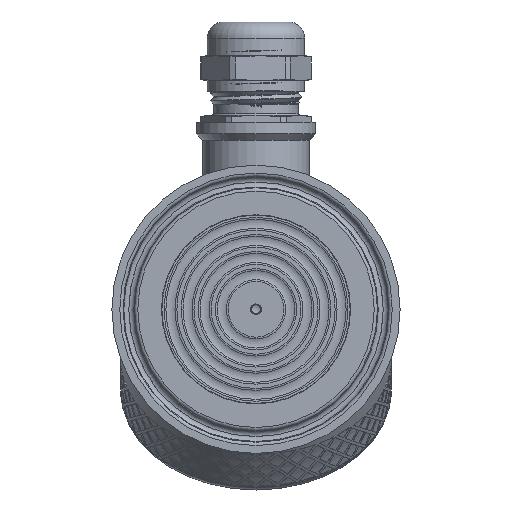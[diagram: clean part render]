
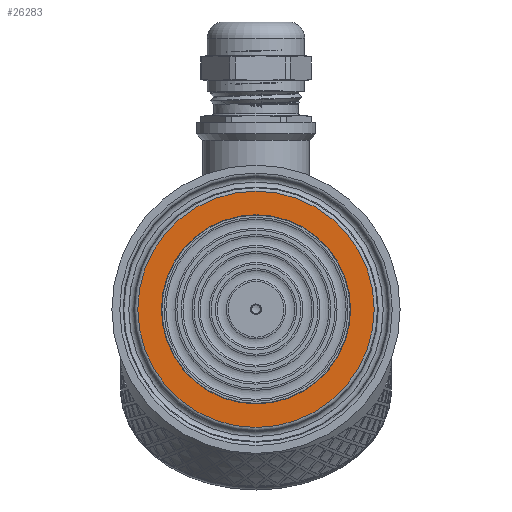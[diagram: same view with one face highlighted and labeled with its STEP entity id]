
A CAD part, left-side view. The second image highlights one B-rep face of the part: STEP entity #26283.
In plain terms, the highlighted planar face has unit normal (-1, 0, 0).
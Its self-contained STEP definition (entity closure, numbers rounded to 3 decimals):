
#1233=FACE_BOUND('',#3744,.T.);
#1651=PLANE('',#28273);
#2014=FACE_OUTER_BOUND('',#3743,.T.);
#3743=EDGE_LOOP('',(#17926));
#3744=EDGE_LOOP('',(#17927));
#5750=CIRCLE('',#28270,21.);
#5752=CIRCLE('',#28274,26.242);
#10514=VERTEX_POINT('',#38039);
#10516=VERTEX_POINT('',#38046);
#13414=EDGE_CURVE('',#10514,#10514,#5750,.T.);
#13417=EDGE_CURVE('',#10516,#10516,#5752,.T.);
#17926=ORIENTED_EDGE('',*,*,#13417,.F.);
#17927=ORIENTED_EDGE('',*,*,#13414,.T.);
#26283=ADVANCED_FACE('',(#2014,#1233),#1651,.T.);
#28270=AXIS2_PLACEMENT_3D('',#38040,#30020,#30021);
#28273=AXIS2_PLACEMENT_3D('',#38045,#30027,#30028);
#28274=AXIS2_PLACEMENT_3D('',#38047,#30029,#30030);
#30020=DIRECTION('center_axis',(1.,0.,0.));
#30021=DIRECTION('ref_axis',(0.,1.,0.));
#30027=DIRECTION('center_axis',(-1.,0.,0.));
#30028=DIRECTION('ref_axis',(0.,0.,1.));
#30029=DIRECTION('center_axis',(1.,0.,0.));
#30030=DIRECTION('ref_axis',(0.,0.,-1.));
#38039=CARTESIAN_POINT('',(0.,-21.,0.));
#38040=CARTESIAN_POINT('Origin',(0.,0.,
0.));
#38045=CARTESIAN_POINT('Origin',(0.,26.242,
0.));
#38046=CARTESIAN_POINT('',(0.,0.,
26.242));
#38047=CARTESIAN_POINT('Origin',(0.,0.,
0.));
